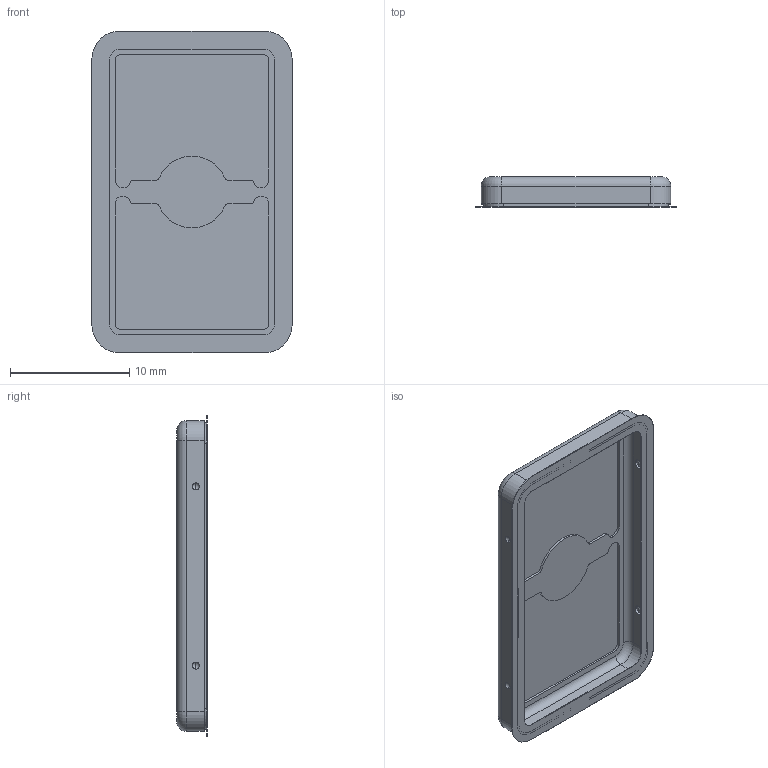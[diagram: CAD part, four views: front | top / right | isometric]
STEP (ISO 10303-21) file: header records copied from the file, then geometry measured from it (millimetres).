
FILE_DESCRIPTION (( 'STEP AP203' ), '1' );
FILE_NAME ('MS256-10.STEP', '2016-06-19T09:54:52', ( 'Amihai' ), ( 'Hewlett-Packard Company' ), 'SwSTEP 2.0', 'SolidWorks 2013', '' );
FILE_SCHEMA (( 'CONFIG_CONTROL_DESIGN' ));
Length unit declared in the file: millimetre
Products named in the file (4): MS256-10C; MS256-10_Foot-Print; MS256-10F; MS256-10
Assembly tree (3 placements, depth 2):
  MS256-10
    MS256-10F
    MS256-10C
    MS256-10_Foot-Print
Bounding box: 16.78 x 2.55 x 26.94 mm (x, y, z)
Volume: 172.4 mm3; surface area: 1962.8 mm2
Topology: 3 solids, 3 shells, 157 faces, 373 edges, 230 vertices
Faces by surface type: cylinder 69, plane 56, torus 16, sphere 16
Entity records: 4987 total; most frequent: DIRECTION 885, CARTESIAN_POINT 766, ORIENTED_EDGE 746, EDGE_CURVE 373, AXIS2_PLACEMENT_3D 349, VERTEX_POINT 230, LINE 187, VECTOR 187
